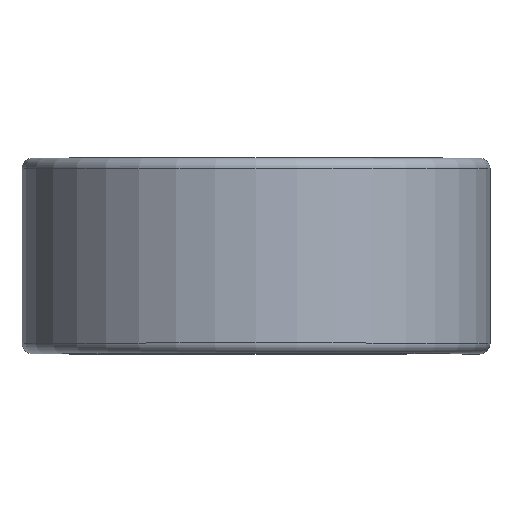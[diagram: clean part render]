
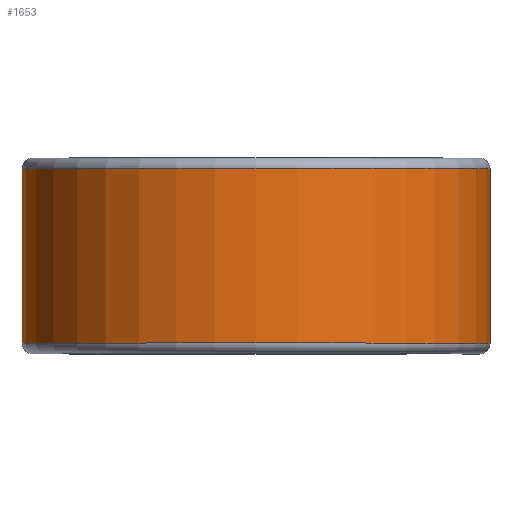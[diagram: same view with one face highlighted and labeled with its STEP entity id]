
A CAD part, top view. The second image highlights one B-rep face of the part: STEP entity #1653.
In plain terms, the highlighted cylindrical face has radius 17.094 mm (diameter 34.188 mm), a partial arc.
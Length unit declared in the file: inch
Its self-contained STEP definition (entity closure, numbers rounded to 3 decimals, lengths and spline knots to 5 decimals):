
#6 = CARTESIAN_POINT ( 'NONE',  ( 0., -0.25125, 0. ) ) ;
#17 = VECTOR ( 'NONE', #311, 39.37008 ) ;
#29 = LINE ( 'NONE', #295, #17 ) ;
#121 = DIRECTION ( 'NONE',  ( 0., -1., 0. ) ) ;
#122 = CARTESIAN_POINT ( 'NONE',  ( 0., 0.25, 0. ) ) ;
#128 = DIRECTION ( 'NONE',  ( 0., 0., -1. ) ) ;
#143 = CARTESIAN_POINT ( 'NONE',  ( 0., 0.25125, 0. ) ) ;
#244 = EDGE_CURVE ( 'NONE', #1424, #679, #29, .T. ) ;
#295 = CARTESIAN_POINT ( 'NONE',  ( 0., 0.25125, -0.673 ) ) ;
#311 = DIRECTION ( 'NONE',  ( 0., 1., 0. ) ) ;
#394 = VERTEX_POINT ( 'NONE', #2237 ) ;
#452 = EDGE_CURVE ( 'NONE', #394, #1424, #1905, .T. ) ;
#459 = CARTESIAN_POINT ( 'NONE',  ( 0., 0.25125, -0.673 ) ) ;
#553 = AXIS2_PLACEMENT_3D ( 'NONE', #122, #1253, #128 ) ;
#611 = EDGE_CURVE ( 'NONE', #394, #1771, #1720, .T. ) ;
#623 = EDGE_CURVE ( 'NONE', #1771, #679, #1862, .T. ) ;
#655 = DIRECTION ( 'NONE',  ( 0., 0., -1. ) ) ;
#679 = VERTEX_POINT ( 'NONE', #459 ) ;
#750 = CARTESIAN_POINT ( 'NONE',  ( 0.673, 0.25125, 0. ) ) ;
#839 = DIRECTION ( 'NONE',  ( 0., -1., 0. ) ) ;
#895 = CARTESIAN_POINT ( 'NONE',  ( 0., -0.25125, -0.673 ) ) ;
#970 = ORIENTED_EDGE ( 'NONE', *, *, #244, .F. ) ;
#1155 = VECTOR ( 'NONE', #1849, 39.37008 ) ;
#1234 = ORIENTED_EDGE ( 'NONE', *, *, #452, .F. ) ;
#1253 = DIRECTION ( 'NONE',  ( 0., -1., 0. ) ) ;
#1424 = VERTEX_POINT ( 'NONE', #895 ) ;
#1493 = DIRECTION ( 'NONE',  ( 0., 0., -1. ) ) ;
#1558 = EDGE_LOOP ( 'NONE', ( #2198, #1690, #970, #1234 ) ) ;
#1653 = ADVANCED_FACE ( 'NONE', ( #2222 ), #1805, .T. ) ;
#1690 = ORIENTED_EDGE ( 'NONE', *, *, #623, .T. ) ;
#1701 = CARTESIAN_POINT ( 'NONE',  ( 0.673, 0.25125, 0. ) ) ;
#1720 = LINE ( 'NONE', #750, #1155 ) ;
#1771 = VERTEX_POINT ( 'NONE', #1701 ) ;
#1805 = CYLINDRICAL_SURFACE ( 'NONE', #553, 0.673 ) ;
#1849 = DIRECTION ( 'NONE',  ( 0., 1., 0. ) ) ;
#1862 = CIRCLE ( 'NONE', #2343, 0.673 ) ;
#1905 = CIRCLE ( 'NONE', #2105, 0.673 ) ;
#2105 = AXIS2_PLACEMENT_3D ( 'NONE', #6, #121, #1493 ) ;
#2198 = ORIENTED_EDGE ( 'NONE', *, *, #611, .T. ) ;
#2222 = FACE_OUTER_BOUND ( 'NONE', #1558, .T. ) ;
#2237 = CARTESIAN_POINT ( 'NONE',  ( 0.673, -0.25125, 0. ) ) ;
#2343 = AXIS2_PLACEMENT_3D ( 'NONE', #143, #839, #655 ) ;
